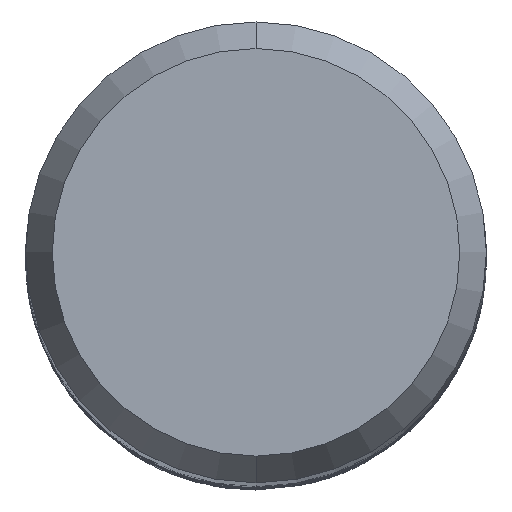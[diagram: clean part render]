
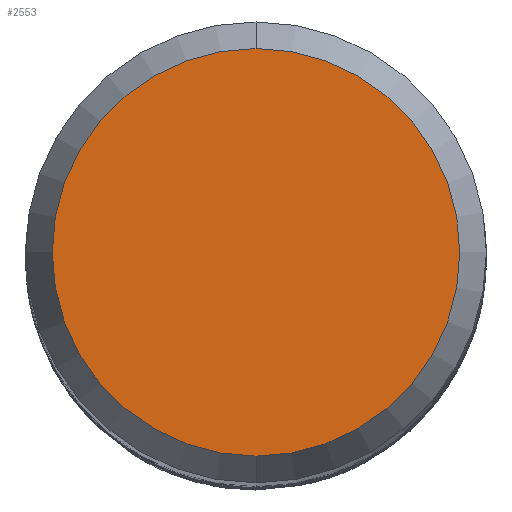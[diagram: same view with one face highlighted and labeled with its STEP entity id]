
A CAD part, top view. The second image highlights one B-rep face of the part: STEP entity #2553.
In plain terms, the highlighted planar face has unit normal (0, 0, 1).
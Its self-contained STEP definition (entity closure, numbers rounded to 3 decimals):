
#1301=EDGE_CURVE('',#2015,#2449,#3809,.T.);
#1861=EDGE_CURVE('',#2449,#2015,#4414,.T.);
#2015=VERTEX_POINT('',#4583);
#2449=VERTEX_POINT('',#5059);
#2553=ADVANCED_FACE('',(#5171),#5172,.T.);
#3809=CIRCLE('',#6677,3.538);
#4414=CIRCLE('',#12687,3.538);
#4583=CARTESIAN_POINT('',(0.0,3.538,0.0));
#5059=CARTESIAN_POINT('',(0.,-3.538,0.0));
#5171=FACE_OUTER_BOUND('',#21530,.T.);
#5172=PLANE('',#21531);
#6677=AXIS2_PLACEMENT_3D('',#35205,#35206,#35207);
#12687=AXIS2_PLACEMENT_3D('',#35808,#35809,#35810);
#21530=EDGE_LOOP('',(#36683,#36684));
#21531=AXIS2_PLACEMENT_3D('',#36685,#36686,#36687);
#35205=CARTESIAN_POINT('',(0.0,0.0,0.0));
#35206=DIRECTION('',(0.0,0.0,-1.0));
#35207=DIRECTION('',(0.0,1.0,0.0));
#35808=CARTESIAN_POINT('',(0.0,0.0,0.0));
#35809=DIRECTION('',(0.0,0.0,-1.0));
#35810=DIRECTION('',(0.0,1.0,0.0));
#36683=ORIENTED_EDGE('',*,*,#1301,.F.);
#36684=ORIENTED_EDGE('',*,*,#1861,.F.);
#36685=CARTESIAN_POINT('',(0.0,1.769,0.0));
#36686=DIRECTION('',(-0.0,0.0,1.0));
#36687=DIRECTION('',(0.0,-1.0,0.0));
